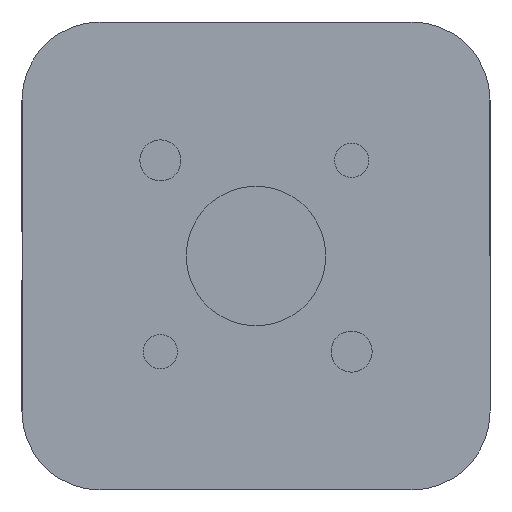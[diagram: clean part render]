
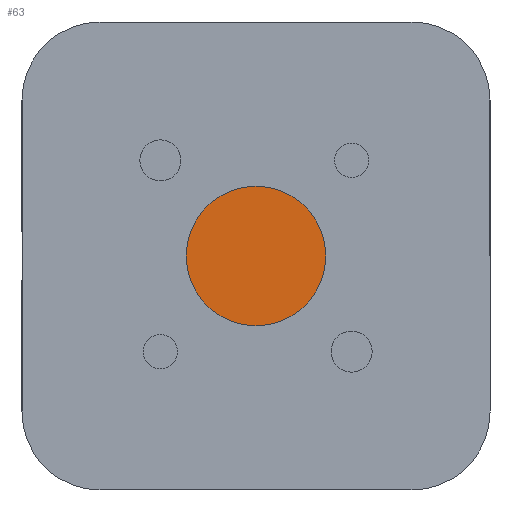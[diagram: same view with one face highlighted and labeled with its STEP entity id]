
A CAD part, left-side view. The second image highlights one B-rep face of the part: STEP entity #63.
In plain terms, the highlighted planar face has unit normal (-1, 0, 0).
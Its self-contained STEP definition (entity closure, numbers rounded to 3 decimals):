
#63 = ADVANCED_FACE ( 'NONE', ( #6498 ), #9223, .F. ) ;
#609 = EDGE_CURVE ( 'NONE', #8776, #8775, #3774, .T. ) ;
#660 = EDGE_CURVE ( 'NONE', #8775, #8776, #3866, .T. ) ;
#1296 = AXIS2_PLACEMENT_3D ( 'NONE', #9371, #9380, #9381 ) ;
#1599 = EDGE_LOOP ( 'NONE', ( #2230, #2206 ) ) ;
#2206 = ORIENTED_EDGE ( 'NONE', *, *, #609, .T. ) ;
#2230 = ORIENTED_EDGE ( 'NONE', *, *, #660, .T. ) ;
#2897 = CARTESIAN_POINT ( 'NONE',  ( -21.321, 0., 0. ) ) ;
#2898 = DIRECTION ( 'NONE',  ( -1., 0., 0. ) ) ;
#2899 = DIRECTION ( 'NONE',  ( 0., 0., 1. ) ) ;
#3010 = CARTESIAN_POINT ( 'NONE',  ( -21.321, 0., 0. ) ) ;
#3012 = DIRECTION ( 'NONE',  ( -1., 0., 0. ) ) ;
#3013 = DIRECTION ( 'NONE',  ( 0., 0., 1. ) ) ;
#3774 = CIRCLE ( 'NONE', #10866, 8.5 ) ;
#3866 = CIRCLE ( 'NONE', #10877, 8.5 ) ;
#5754 = CARTESIAN_POINT ( 'NONE',  ( -21.321, 0., 8.5 ) ) ;
#5755 = CARTESIAN_POINT ( 'NONE',  ( -21.321, 0., -8.5 ) ) ;
#6498 = FACE_OUTER_BOUND ( 'NONE', #1599, .T. ) ;
#8775 = VERTEX_POINT ( 'NONE', #5754 ) ;
#8776 = VERTEX_POINT ( 'NONE', #5755 ) ;
#9223 = PLANE ( 'NONE',  #1296 ) ;
#9371 = CARTESIAN_POINT ( 'NONE',  ( -21.321, 8.5, 0. ) ) ;
#9380 = DIRECTION ( 'NONE',  ( 1., 0., 0. ) ) ;
#9381 = DIRECTION ( 'NONE',  ( 0., 0., -1. ) ) ;
#10866 = AXIS2_PLACEMENT_3D ( 'NONE', #2897, #2898, #2899 ) ;
#10877 = AXIS2_PLACEMENT_3D ( 'NONE', #3010, #3012, #3013 ) ;
